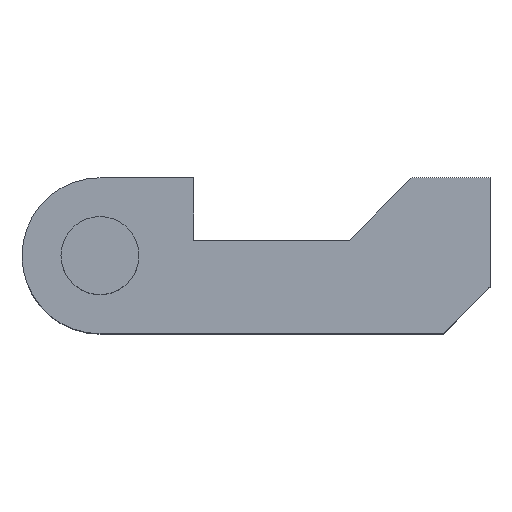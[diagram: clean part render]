
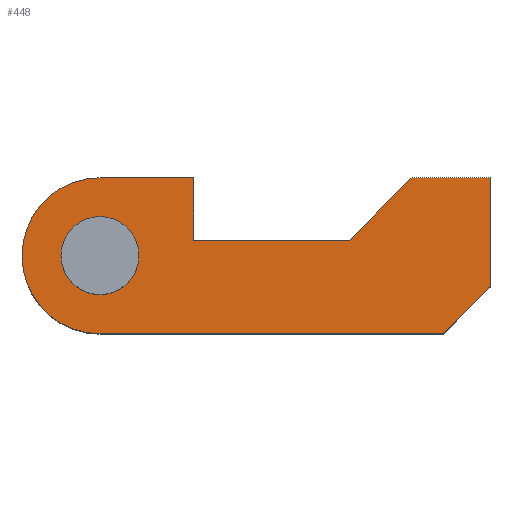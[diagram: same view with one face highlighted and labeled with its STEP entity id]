
A CAD part, top view. The second image highlights one B-rep face of the part: STEP entity #448.
In plain terms, the highlighted planar face has unit normal (0, 0, 1).
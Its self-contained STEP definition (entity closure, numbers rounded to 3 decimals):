
#16=FACE_BOUND('',#75,.T.);
#18=CIRCLE('',#488,2.5);
#22=CIRCLE('',#497,5.);
#49=FACE_OUTER_BOUND('',#74,.T.);
#74=EDGE_LOOP('',(#394,#395,#396,#397,#398,#399,#400,#401,#402));
#75=EDGE_LOOP('',(#403));
#84=LINE('',#635,#138);
#94=LINE('',#655,#148);
#99=LINE('',#664,#153);
#112=LINE('',#690,#166);
#116=LINE('',#698,#170);
#120=LINE('',#706,#174);
#124=LINE('',#715,#178);
#127=LINE('',#720,#181);
#138=VECTOR('',#513,10.);
#148=VECTOR('',#527,10.);
#153=VECTOR('',#534,10.);
#166=VECTOR('',#557,10.);
#170=VECTOR('',#565,10.);
#174=VECTOR('',#573,10.);
#178=VECTOR('',#579,10.);
#181=VECTOR('',#586,10.);
#191=VERTEX_POINT('',#632);
#192=VERTEX_POINT('',#634);
#200=VERTEX_POINT('',#654);
#203=VERTEX_POINT('',#662);
#211=VERTEX_POINT('',#688);
#213=VERTEX_POINT('',#696);
#215=VERTEX_POINT('',#704);
#218=VERTEX_POINT('',#712);
#219=VERTEX_POINT('',#714);
#221=VERTEX_POINT('',#724);
#232=EDGE_CURVE('',#192,#191,#84,.T.);
#242=EDGE_CURVE('',#200,#191,#94,.T.);
#247=EDGE_CURVE('',#200,#203,#99,.T.);
#260=EDGE_CURVE('',#203,#211,#112,.T.);
#264=EDGE_CURVE('',#211,#213,#116,.T.);
#268=EDGE_CURVE('',#213,#215,#120,.T.);
#272=EDGE_CURVE('',#219,#218,#124,.T.);
#275=EDGE_CURVE('',#215,#219,#127,.T.);
#278=EDGE_CURVE('',#221,#221,#18,.T.);
#283=EDGE_CURVE('',#218,#192,#22,.T.);
#394=ORIENTED_EDGE('',*,*,#242,.F.);
#395=ORIENTED_EDGE('',*,*,#247,.T.);
#396=ORIENTED_EDGE('',*,*,#260,.T.);
#397=ORIENTED_EDGE('',*,*,#264,.T.);
#398=ORIENTED_EDGE('',*,*,#268,.T.);
#399=ORIENTED_EDGE('',*,*,#275,.T.);
#400=ORIENTED_EDGE('',*,*,#272,.T.);
#401=ORIENTED_EDGE('',*,*,#283,.T.);
#402=ORIENTED_EDGE('',*,*,#232,.T.);
#403=ORIENTED_EDGE('',*,*,#278,.T.);
#424=PLANE('',#498);
#448=ADVANCED_FACE('',(#49,#16),#424,.T.);
#488=AXIS2_PLACEMENT_3D('',#726,#592,#593);
#497=AXIS2_PLACEMENT_3D('',#738,#611,#612);
#498=AXIS2_PLACEMENT_3D('',#739,#613,#614);
#513=DIRECTION('',(1.,0.,0.));
#527=DIRECTION('',(-0.707,-0.707,0.));
#534=DIRECTION('',(0.,1.,0.));
#557=DIRECTION('',(-1.,0.,0.));
#565=DIRECTION('',(-0.707,-0.707,0.));
#573=DIRECTION('',(-1.,0.,0.));
#579=DIRECTION('',(-1.,0.,0.));
#586=DIRECTION('',(0.,1.,0.));
#592=DIRECTION('center_axis',(0.,0.,-1.));
#593=DIRECTION('ref_axis',(-1.,0.,0.));
#611=DIRECTION('center_axis',(0.,0.,1.));
#612=DIRECTION('ref_axis',(1.,0.,0.));
#613=DIRECTION('center_axis',(0.,0.,1.));
#614=DIRECTION('ref_axis',(1.,0.,0.));
#632=CARTESIAN_POINT('',(22.,-5.,8.5));
#634=CARTESIAN_POINT('',(0.,-5.,8.5));
#635=CARTESIAN_POINT('',(0.,-5.,8.5));
#654=CARTESIAN_POINT('',(25.,-2.,8.5));
#655=CARTESIAN_POINT('',(21.,-6.,8.5));
#662=CARTESIAN_POINT('',(25.,5.,8.5));
#664=CARTESIAN_POINT('',(25.,-5.,8.5));
#688=CARTESIAN_POINT('',(20.,5.,8.5));
#690=CARTESIAN_POINT('',(25.,5.,8.5));
#696=CARTESIAN_POINT('',(16.,1.,8.5));
#698=CARTESIAN_POINT('',(20.,5.,8.5));
#704=CARTESIAN_POINT('',(6.,1.,8.5));
#706=CARTESIAN_POINT('',(16.,1.,8.5));
#712=CARTESIAN_POINT('',(0.,5.,8.5));
#714=CARTESIAN_POINT('',(6.,5.,8.5));
#715=CARTESIAN_POINT('',(6.,5.,8.5));
#720=CARTESIAN_POINT('',(6.,1.,8.5));
#724=CARTESIAN_POINT('',(-2.5,0.,8.5));
#726=CARTESIAN_POINT('Origin',(0.,0.,8.5));
#738=CARTESIAN_POINT('Origin',(0.,0.,8.5));
#739=CARTESIAN_POINT('Origin',(10.,0.,8.5));
